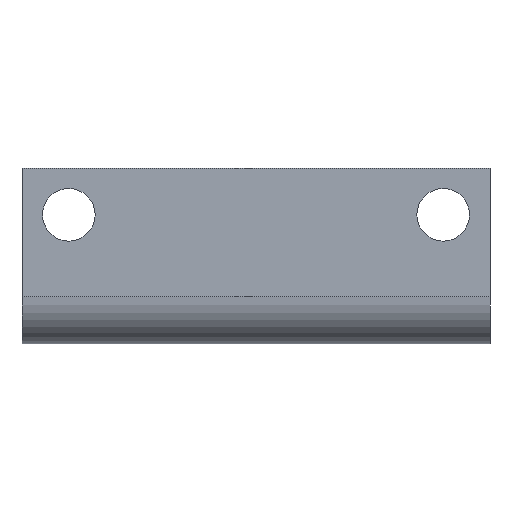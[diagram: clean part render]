
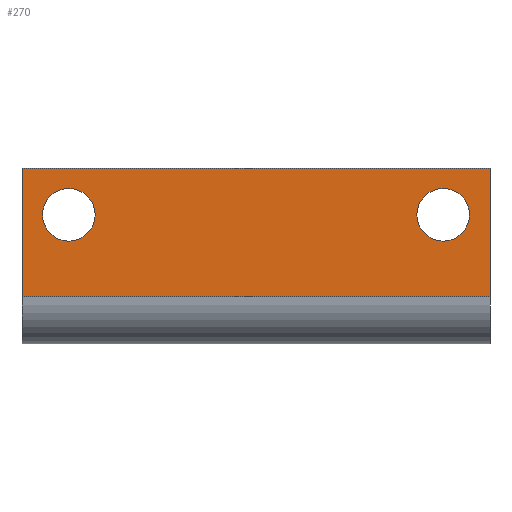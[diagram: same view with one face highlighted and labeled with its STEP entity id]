
A CAD part, top view. The second image highlights one B-rep face of the part: STEP entity #270.
In plain terms, the highlighted planar face has unit normal (0, 0, 1).
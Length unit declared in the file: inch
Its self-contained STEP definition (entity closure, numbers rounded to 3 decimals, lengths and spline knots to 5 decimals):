
#15=FACE_BOUND('',#51,.T.);
#16=FACE_BOUND('',#52,.T.);
#23=PLANE('',#314);
#36=FACE_OUTER_BOUND('',#50,.T.);
#50=EDGE_LOOP('',(#207,#208,#209,#210));
#51=EDGE_LOOP('',(#211));
#52=EDGE_LOOP('',(#212));
#71=LINE('',#433,#95);
#73=LINE('',#439,#97);
#74=LINE('',#441,#98);
#75=LINE('',#442,#99);
#95=VECTOR('',#359,0.3937);
#97=VECTOR('',#365,0.3937);
#98=VECTOR('',#366,0.3937);
#99=VECTOR('',#367,0.3937);
#116=CIRCLE('',#301,0.1405);
#118=CIRCLE('',#304,0.1405);
#128=VERTEX_POINT('',#407);
#130=VERTEX_POINT('',#413);
#136=VERTEX_POINT('',#430);
#137=VERTEX_POINT('',#432);
#139=VERTEX_POINT('',#438);
#140=VERTEX_POINT('',#440);
#153=EDGE_CURVE('',#128,#128,#116,.T.);
#156=EDGE_CURVE('',#130,#130,#118,.T.);
#164=EDGE_CURVE('',#136,#137,#71,.T.);
#167=EDGE_CURVE('',#136,#139,#73,.T.);
#168=EDGE_CURVE('',#140,#139,#74,.T.);
#169=EDGE_CURVE('',#137,#140,#75,.T.);
#207=ORIENTED_EDGE('',*,*,#164,.F.);
#208=ORIENTED_EDGE('',*,*,#167,.T.);
#209=ORIENTED_EDGE('',*,*,#168,.F.);
#210=ORIENTED_EDGE('',*,*,#169,.F.);
#211=ORIENTED_EDGE('',*,*,#153,.T.);
#212=ORIENTED_EDGE('',*,*,#156,.T.);
#270=ADVANCED_FACE('',(#36,#15,#16),#23,.T.);
#301=AXIS2_PLACEMENT_3D('',#409,#332,#333);
#304=AXIS2_PLACEMENT_3D('',#415,#339,#340);
#314=AXIS2_PLACEMENT_3D('',#437,#363,#364);
#332=DIRECTION('center_axis',(0.,0.,-1.));
#333=DIRECTION('ref_axis',(1.,0.,0.));
#339=DIRECTION('center_axis',(0.,0.,-1.));
#340=DIRECTION('ref_axis',(1.,0.,0.));
#359=DIRECTION('',(-1.,0.,0.));
#363=DIRECTION('center_axis',(0.,0.,1.));
#364=DIRECTION('ref_axis',(1.,0.,0.));
#365=DIRECTION('',(0.,1.,0.));
#366=DIRECTION('',(1.,0.,0.));
#367=DIRECTION('',(0.,1.,0.));
#407=CARTESIAN_POINT('',(0.1095,0.688,0.));
#409=CARTESIAN_POINT('Origin',(0.25,0.688,0.));
#413=CARTESIAN_POINT('',(2.1095,0.688,0.));
#415=CARTESIAN_POINT('Origin',(2.25,0.688,0.));
#430=CARTESIAN_POINT('',(2.5,0.25,0.));
#432=CARTESIAN_POINT('',(0.,0.25,0.));
#433=CARTESIAN_POINT('',(0.625,0.25,0.));
#437=CARTESIAN_POINT('Origin',(0.,0.,0.));
#438=CARTESIAN_POINT('',(2.5,0.938,0.));
#439=CARTESIAN_POINT('',(2.5,0.,0.));
#440=CARTESIAN_POINT('',(0.,0.938,0.));
#441=CARTESIAN_POINT('',(0.,0.938,0.));
#442=CARTESIAN_POINT('',(0.,0.,0.));
